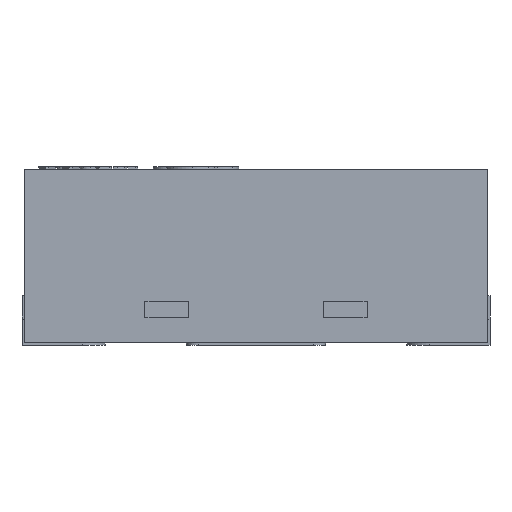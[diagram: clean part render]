
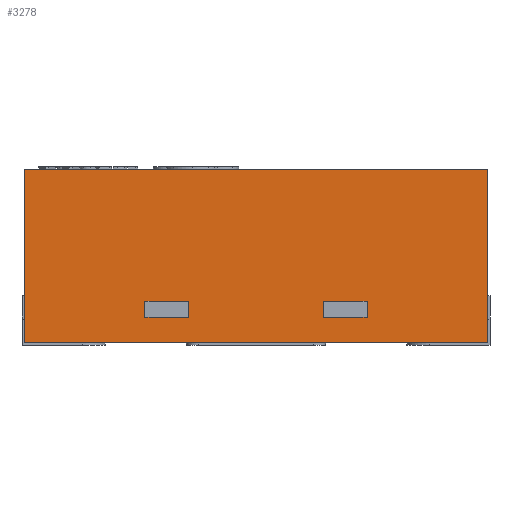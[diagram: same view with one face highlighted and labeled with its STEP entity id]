
A CAD part, left-side view. The second image highlights one B-rep face of the part: STEP entity #3278.
In plain terms, the highlighted planar face has unit normal (-1, 0, 0).
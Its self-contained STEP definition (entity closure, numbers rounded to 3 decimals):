
#748 = VERTEX_POINT('',#749);
#749 = CARTESIAN_POINT('',(-1.,1.,0.76
    ));
#755 = EDGE_CURVE('',#748,#756,#758,.T.);
#756 = VERTEX_POINT('',#757);
#757 = CARTESIAN_POINT('',(-1.,-1.,
    0.76));
#758 = LINE('',#759,#760);
#759 = CARTESIAN_POINT('',(-1.,1.,0.76
    ));
#760 = VECTOR('',#761,1.);
#761 = DIRECTION('',(0.,-1.,0.));
#1843 = VERTEX_POINT('',#1844);
#1844 = CARTESIAN_POINT('',(-1.,-1.,
    0.01));
#1850 = EDGE_CURVE('',#1851,#1843,#1853,.T.);
#1851 = VERTEX_POINT('',#1852);
#1852 = CARTESIAN_POINT('',(-1.,1.,
    0.01));
#1853 = LINE('',#1854,#1855);
#1854 = CARTESIAN_POINT('',(-1.,1.,
    0.01));
#1855 = VECTOR('',#1856,1.);
#1856 = DIRECTION('',(0.,-1.,0.));
#2822 = EDGE_CURVE('',#748,#1851,#2823,.T.);
#2823 = LINE('',#2824,#2825);
#2824 = CARTESIAN_POINT('',(-1.,1.,
    0.76));
#2825 = VECTOR('',#2826,1.);
#2826 = DIRECTION('',(-0.,-0.,-1.));
#3278 = ADVANCED_FACE('',(#3279,#3313,#3347),#3358,.F.);
#3279 = FACE_BOUND('',#3280,.T.);
#3280 = EDGE_LOOP('',(#3281,#3291,#3299,#3307));
#3281 = ORIENTED_EDGE('',*,*,#3282,.T.);
#3282 = EDGE_CURVE('',#3283,#3285,#3287,.T.);
#3283 = VERTEX_POINT('',#3284);
#3284 = CARTESIAN_POINT('',(-1.,0.479,
    0.121));
#3285 = VERTEX_POINT('',#3286);
#3286 = CARTESIAN_POINT('',(-1.,0.479,
    0.19));
#3287 = LINE('',#3288,#3289);
#3288 = CARTESIAN_POINT('',(-1.,0.479,
    0.19));
#3289 = VECTOR('',#3290,1.);
#3290 = DIRECTION('',(0.,0.,1.));
#3291 = ORIENTED_EDGE('',*,*,#3292,.T.);
#3292 = EDGE_CURVE('',#3285,#3293,#3295,.T.);
#3293 = VERTEX_POINT('',#3294);
#3294 = CARTESIAN_POINT('',(-1.,0.29,
    0.19));
#3295 = LINE('',#3296,#3297);
#3296 = CARTESIAN_POINT('',(-1.,0.479,
    0.19));
#3297 = VECTOR('',#3298,1.);
#3298 = DIRECTION('',(0.,-1.,0.));
#3299 = ORIENTED_EDGE('',*,*,#3300,.T.);
#3300 = EDGE_CURVE('',#3293,#3301,#3303,.T.);
#3301 = VERTEX_POINT('',#3302);
#3302 = CARTESIAN_POINT('',(-1.,0.29,
    0.121));
#3303 = LINE('',#3304,#3305);
#3304 = CARTESIAN_POINT('',(-1.,0.29,
    0.19));
#3305 = VECTOR('',#3306,1.);
#3306 = DIRECTION('',(0.,0.,-1.));
#3307 = ORIENTED_EDGE('',*,*,#3308,.T.);
#3308 = EDGE_CURVE('',#3301,#3283,#3309,.T.);
#3309 = LINE('',#3310,#3311);
#3310 = CARTESIAN_POINT('',(-1.,0.479,
    0.121));
#3311 = VECTOR('',#3312,1.);
#3312 = DIRECTION('',(0.,1.,0.));
#3313 = FACE_BOUND('',#3314,.T.);
#3314 = EDGE_LOOP('',(#3315,#3325,#3333,#3341));
#3315 = ORIENTED_EDGE('',*,*,#3316,.T.);
#3316 = EDGE_CURVE('',#3317,#3319,#3321,.T.);
#3317 = VERTEX_POINT('',#3318);
#3318 = CARTESIAN_POINT('',(-1.,-0.479,
    0.19));
#3319 = VERTEX_POINT('',#3320);
#3320 = CARTESIAN_POINT('',(-1.,-0.479,
    0.121));
#3321 = LINE('',#3322,#3323);
#3322 = CARTESIAN_POINT('',(-1.,-0.479,
    0.19));
#3323 = VECTOR('',#3324,1.);
#3324 = DIRECTION('',(0.,0.,-1.));
#3325 = ORIENTED_EDGE('',*,*,#3326,.T.);
#3326 = EDGE_CURVE('',#3319,#3327,#3329,.T.);
#3327 = VERTEX_POINT('',#3328);
#3328 = CARTESIAN_POINT('',(-1.,-0.29,
    0.121));
#3329 = LINE('',#3330,#3331);
#3330 = CARTESIAN_POINT('',(-1.,-0.479,
    0.121));
#3331 = VECTOR('',#3332,1.);
#3332 = DIRECTION('',(0.,1.,0.));
#3333 = ORIENTED_EDGE('',*,*,#3334,.T.);
#3334 = EDGE_CURVE('',#3327,#3335,#3337,.T.);
#3335 = VERTEX_POINT('',#3336);
#3336 = CARTESIAN_POINT('',(-1.,-0.29,
    0.19));
#3337 = LINE('',#3338,#3339);
#3338 = CARTESIAN_POINT('',(-1.,-0.29,
    0.19));
#3339 = VECTOR('',#3340,1.);
#3340 = DIRECTION('',(0.,0.,1.));
#3341 = ORIENTED_EDGE('',*,*,#3342,.T.);
#3342 = EDGE_CURVE('',#3335,#3317,#3343,.T.);
#3343 = LINE('',#3344,#3345);
#3344 = CARTESIAN_POINT('',(-1.,-0.479,
    0.19));
#3345 = VECTOR('',#3346,1.);
#3346 = DIRECTION('',(0.,-1.,0.));
#3347 = FACE_BOUND('',#3348,.T.);
#3348 = EDGE_LOOP('',(#3349,#3350,#3356,#3357));
#3349 = ORIENTED_EDGE('',*,*,#1850,.T.);
#3350 = ORIENTED_EDGE('',*,*,#3351,.F.);
#3351 = EDGE_CURVE('',#756,#1843,#3352,.T.);
#3352 = LINE('',#3353,#3354);
#3353 = CARTESIAN_POINT('',(-1.,-1.,
    0.76));
#3354 = VECTOR('',#3355,1.);
#3355 = DIRECTION('',(-0.,-0.,-1.));
#3356 = ORIENTED_EDGE('',*,*,#755,.F.);
#3357 = ORIENTED_EDGE('',*,*,#2822,.T.);
#3358 = PLANE('',#3359);
#3359 = AXIS2_PLACEMENT_3D('',#3360,#3361,#3362);
#3360 = CARTESIAN_POINT('',(-1.,1.,
    0.76));
#3361 = DIRECTION('',(1.,0.,0.));
#3362 = DIRECTION('',(0.,1.,0.));
